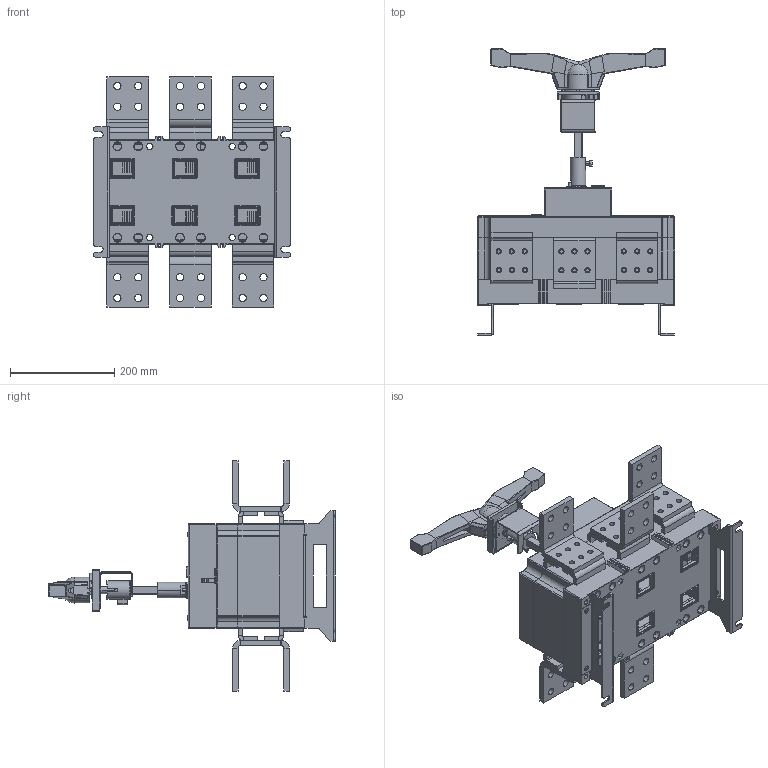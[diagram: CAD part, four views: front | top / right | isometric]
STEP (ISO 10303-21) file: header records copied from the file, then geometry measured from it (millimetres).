
FILE_DESCRIPTION((''),'2;1');
FILE_NAME('HGL-2000-3KJB_ASM','2025-08-04T15:24:11',('Administrator'),(''),'CREO PARAMETRIC BY PTC INC, 2021023','CREO PARAMETRIC BY PTC INC, 2021023','');
FILE_SCHEMA(('CONFIG_CONTROL_DESIGN'));
Products named in the file (148): 2000_0001_1_AF0; 2000-3-18304800_1_AF0; 2000_0001_1_AF1; 2000_0002_1_AF0; 2000_0002_1_AF1; 2000_0001_1_AF2; 2000_0002_1_AF2; 2000-3-487500_ASM_1_AF0_ASM; 1000000_1-52663_AF0; 1000000_1-52663_AF1; 1000000_1-52663_AF2; 1000000_1-52663_AF3; 1000000_1-52663; 1000000_1-52663_AF40; 1000000_1-53974_AF0; 1000000_1-53974_AF20; 1000000_1-52663_AF4; 1000000_1-53974_AF1; 1000000_1-52663_AF5; 1000000_1-53974_AF2; 1000000_1-53974_AF3; 1000000_1-52663_AF6; 1000000_1-52663_AF7; 1000000_1-53974_AF4; 1000000_1-53974_AF5; 1000000_1-52663_AF8; 1000000_1-52663_AF9; 1000000_1-52663_AF41; 1000000_1-53974_AF6; 1000000_1-53974_AF7; 1000000_1-52663_AF10; 1000000_1-52663_AF11; 1000000_1-52663_AF12; 1000000_1-52663_AF13; 1000000_1-52663_AF14; 1000000_1-52663_AF15; 1000000_1-52663_AF16; 1000000_1-52663_AF17; 1000000_1-52663_AF18; 1000000_1-52663_AF19 ...
Assembly tree (158 placements, depth 17):
  HGL-2000-3KJB_ASM
    HGL-2000-3K_ASM_1_AF0_ASM
      HGL-2000-3K_1_ASM_1_AF0_ASM
        2000-3-487500_ASM_1_AF0_ASM
          2000_0001_1_AF0
          2000-3-18304800_1_AF0
          2000_0001_1_AF1
          2000_0002_1_AF0
          2000_0002_1_AF1
          2000_0001_1_AF2
          2000_0002_1_AF2
        1000-3-4515000_ASM_1_AF0_ASM
          1000000_1-52663_AF0
          1000000_1-52663_AF1
          1000000_1-52663_AF2
          1000000_1-52663_AF3
          1000000_1-52663  x2
          1000000_1-52663_AF40
          1000000_1-53974_AF0
          1000000_1-53974_AF20
          1000000_1-52663_AF4
          1000000_1-53974_AF1
          1000000_1-52663_AF5
          1000000_1-53974_AF2
          1000000_1-53974_AF3
          1000000_1-52663_AF6
          1000000_1-52663_AF7
          1000000_1-53974_AF4
          1000000_1-53974_AF5
          1000000_1-52663_AF8
          1000000_1-52663_AF9
          1000000_1-52663_AF41
          1000000_1-53974_AF6
          1000000_1-53974_AF7
          1000000_1-52663_AF10
          1000000_1-52663_AF11
          1000000_1-52663_AF12
          1000000_1-52663_AF13
          1000000_1-52663_AF14
          1000000_1-52663_AF15
          1000000_1-52663_AF16
          1000000_1-52663_AF17
          1000000_1-52663_AF18
          1000000_1-52663_AF19
          1000-300_1_AF0
          1000000_1-53974_AF8
          1000000_1-53974_AF9
          1000000_1-53974_AF21
        2000000_1  x6
        1000-00_ASM_1_ASM
          1000000_1-69036
          100000_1-100560
          1000-00_1
          0001_ASM_1_ASM
            100000_1-101409
            10000006_1  x2
            1000000_1-102450  x2
            100000_1-102871
            10000009_1
            10000_1
Bounding box: 378 x 549.04 x 441 mm (x, y, z)
Volume: 4593722.4 mm3; surface area: 1586299.3 mm2
Topology: 66 solids, 66 shells, 5285 faces, 13887 edges, 8661 vertices
Faces by surface type: plane 2665, cylinder 1805, torus 220, bspline 188, extrusion 163, sphere 155, cone 89
Entity records: 176358 total; most frequent: CARTESIAN_POINT 50718, ORIENTED_EDGE 25934, DIRECTION 25507, EDGE_CURVE 12967, AXIS2_PLACEMENT_3D 8503, VECTOR 8501, LINE 8338, VERTEX_POINT 8181
